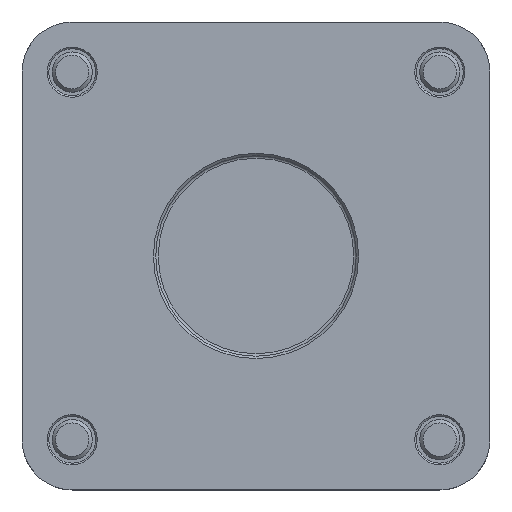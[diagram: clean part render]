
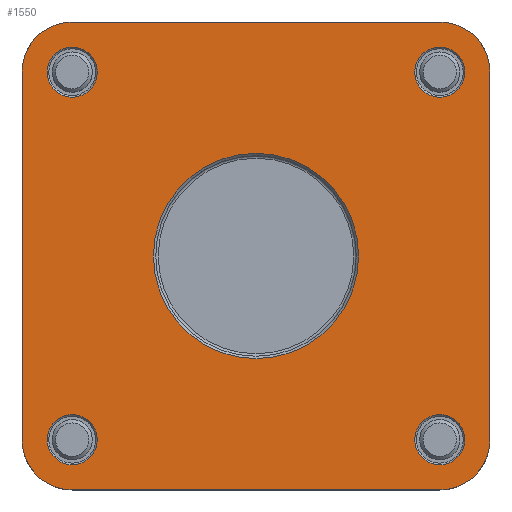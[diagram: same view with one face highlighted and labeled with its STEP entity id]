
A CAD part, top view. The second image highlights one B-rep face of the part: STEP entity #1550.
In plain terms, the highlighted planar face has unit normal (0, 0, 1).
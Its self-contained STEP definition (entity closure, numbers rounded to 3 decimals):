
#1416=CARTESIAN_POINT('',(62.5,55.0,20.0));
#1417=VERTEX_POINT('',#1416);
#1418=CARTESIAN_POINT('',(55.,55.0,20.0));
#1419=DIRECTION('',(0.0,0.0,1.0));
#1420=DIRECTION('',(-1.0,0.0,0.0));
#1421=AXIS2_PLACEMENT_3D('',#1418,#1419,#1420);
#1422=CIRCLE('',#1421,7.5);
#1423=EDGE_CURVE('',#1417,#1417,#1422,.T.);
#1428=CARTESIAN_POINT('',(0.,0.,20.0));
#1429=DIRECTION('',(0.0,0.0,1.0));
#1430=DIRECTION('',(1.0,0.0,0.0));
#1431=AXIS2_PLACEMENT_3D('',#1428,#1429,#1430);
#1432=PLANE('',#1431);
#1433=CARTESIAN_POINT('',(-55.,-70.0,20.0));
#1434=VERTEX_POINT('',#1433);
#1435=CARTESIAN_POINT('',(-70.,-55.0,20.0));
#1436=VERTEX_POINT('',#1435);
#1437=CARTESIAN_POINT('',(-55.,-55.0,20.0));
#1438=DIRECTION('',(0.0,0.0,-1.));
#1439=DIRECTION('',(-0.707,-0.707,0.0));
#1440=AXIS2_PLACEMENT_3D('',#1437,#1438,#1439);
#1441=CIRCLE('',#1440,15.0);
#1442=EDGE_CURVE('',#1434,#1436,#1441,.T.);
#1443=ORIENTED_EDGE('',*,*,#1442,.F.);
#1444=CARTESIAN_POINT('',(55.,-70.,20.0));
#1445=VERTEX_POINT('',#1444);
#1446=CARTESIAN_POINT('',(55.,-70.,20.0));
#1447=DIRECTION('',(-1.0,0.0,0.0));
#1448=VECTOR('',#1447,110.);
#1449=LINE('',#1446,#1448);
#1450=EDGE_CURVE('',#1445,#1434,#1449,.T.);
#1451=ORIENTED_EDGE('',*,*,#1450,.F.);
#1452=CARTESIAN_POINT('',(70.,-55.,20.0));
#1453=VERTEX_POINT('',#1452);
#1454=CARTESIAN_POINT('',(55.,-55.,20.0));
#1455=DIRECTION('',(0.0,0.0,-1.));
#1456=DIRECTION('',(0.707,-0.707,0.0));
#1457=AXIS2_PLACEMENT_3D('',#1454,#1455,#1456);
#1458=CIRCLE('',#1457,15.0);
#1459=EDGE_CURVE('',#1453,#1445,#1458,.T.);
#1460=ORIENTED_EDGE('',*,*,#1459,.F.);
#1461=CARTESIAN_POINT('',(70.,55.0,20.0));
#1462=VERTEX_POINT('',#1461);
#1463=CARTESIAN_POINT('',(70.,55.0,20.0));
#1464=DIRECTION('',(0.0,-1.0,0.0));
#1465=VECTOR('',#1464,110.);
#1466=LINE('',#1463,#1465);
#1467=EDGE_CURVE('',#1462,#1453,#1466,.T.);
#1468=ORIENTED_EDGE('',*,*,#1467,.F.);
#1469=CARTESIAN_POINT('',(55.,70.0,20.0));
#1470=VERTEX_POINT('',#1469);
#1471=CARTESIAN_POINT('',(55.,55.0,20.0));
#1472=DIRECTION('',(0.0,0.0,-1.));
#1473=DIRECTION('',(0.707,0.707,0.0));
#1474=AXIS2_PLACEMENT_3D('',#1471,#1472,#1473);
#1475=CIRCLE('',#1474,15.0);
#1476=EDGE_CURVE('',#1470,#1462,#1475,.T.);
#1477=ORIENTED_EDGE('',*,*,#1476,.F.);
#1478=CARTESIAN_POINT('',(-55.,70.0,20.0));
#1479=VERTEX_POINT('',#1478);
#1480=CARTESIAN_POINT('',(-55.,70.0,20.0));
#1481=DIRECTION('',(1.0,0.0,0.0));
#1482=VECTOR('',#1481,110.0);
#1483=LINE('',#1480,#1482);
#1484=EDGE_CURVE('',#1479,#1470,#1483,.T.);
#1485=ORIENTED_EDGE('',*,*,#1484,.F.);
#1486=CARTESIAN_POINT('',(-70.,55.0,20.0));
#1487=VERTEX_POINT('',#1486);
#1488=CARTESIAN_POINT('',(-55.,55.0,20.0));
#1489=DIRECTION('',(0.0,0.0,-1.0));
#1490=DIRECTION('',(-0.707,0.707,0.0));
#1491=AXIS2_PLACEMENT_3D('',#1488,#1489,#1490);
#1492=CIRCLE('',#1491,15.0);
#1493=EDGE_CURVE('',#1487,#1479,#1492,.T.);
#1494=ORIENTED_EDGE('',*,*,#1493,.F.);
#1495=CARTESIAN_POINT('',(-70.,-55.0,20.0));
#1496=DIRECTION('',(0.0,1.0,0.0));
#1497=VECTOR('',#1496,110.0);
#1498=LINE('',#1495,#1497);
#1499=EDGE_CURVE('',#1436,#1487,#1498,.T.);
#1500=ORIENTED_EDGE('',*,*,#1499,.F.);
#1501=EDGE_LOOP('',(#1443,#1451,#1460,#1468,#1477,#1485,#1494,#1500));
#1502=FACE_OUTER_BOUND('',#1501,.T.);
#1503=CARTESIAN_POINT('',(-47.5,55.0,20.0));
#1504=VERTEX_POINT('',#1503);
#1505=CARTESIAN_POINT('',(-55.,55.0,20.0));
#1506=DIRECTION('',(0.0,0.0,1.0));
#1507=DIRECTION('',(-1.0,0.0,0.0));
#1508=AXIS2_PLACEMENT_3D('',#1505,#1506,#1507);
#1509=CIRCLE('',#1508,7.5);
#1510=EDGE_CURVE('',#1504,#1504,#1509,.T.);
#1511=ORIENTED_EDGE('',*,*,#1510,.F.);
#1512=EDGE_LOOP('',(#1511));
#1513=FACE_BOUND('',#1512,.T.);
#1514=CARTESIAN_POINT('',(-47.5,-55.0,20.0));
#1515=VERTEX_POINT('',#1514);
#1516=CARTESIAN_POINT('',(-55.,-55.0,20.0));
#1517=DIRECTION('',(0.0,0.0,1.0));
#1518=DIRECTION('',(-1.0,0.0,0.0));
#1519=AXIS2_PLACEMENT_3D('',#1516,#1517,#1518);
#1520=CIRCLE('',#1519,7.5);
#1521=EDGE_CURVE('',#1515,#1515,#1520,.T.);
#1522=ORIENTED_EDGE('',*,*,#1521,.F.);
#1523=EDGE_LOOP('',(#1522));
#1524=FACE_BOUND('',#1523,.T.);
#1525=CARTESIAN_POINT('',(30.7,0.,20.0));
#1526=VERTEX_POINT('',#1525);
#1527=CARTESIAN_POINT('',(0.0,0.0,20.0));
#1528=DIRECTION('',(0.0,0.0,1.0));
#1529=DIRECTION('',(-1.0,0.0,0.0));
#1530=AXIS2_PLACEMENT_3D('',#1527,#1528,#1529);
#1531=CIRCLE('',#1530,30.7);
#1532=EDGE_CURVE('',#1526,#1526,#1531,.T.);
#1533=ORIENTED_EDGE('',*,*,#1532,.F.);
#1534=EDGE_LOOP('',(#1533));
#1535=FACE_BOUND('',#1534,.T.);
#1536=CARTESIAN_POINT('',(62.5,-55.0,20.0));
#1537=VERTEX_POINT('',#1536);
#1538=CARTESIAN_POINT('',(55.,-55.0,20.0));
#1539=DIRECTION('',(0.0,0.0,1.0));
#1540=DIRECTION('',(-1.0,0.0,0.0));
#1541=AXIS2_PLACEMENT_3D('',#1538,#1539,#1540);
#1542=CIRCLE('',#1541,7.5);
#1543=EDGE_CURVE('',#1537,#1537,#1542,.T.);
#1544=ORIENTED_EDGE('',*,*,#1543,.F.);
#1545=EDGE_LOOP('',(#1544));
#1546=FACE_BOUND('',#1545,.T.);
#1547=ORIENTED_EDGE('',*,*,#1423,.F.);
#1548=EDGE_LOOP('',(#1547));
#1549=FACE_BOUND('',#1548,.T.);
#1550=ADVANCED_FACE('',(#1502,#1513,#1524,#1535,#1546,#1549),#1432,.T.);
